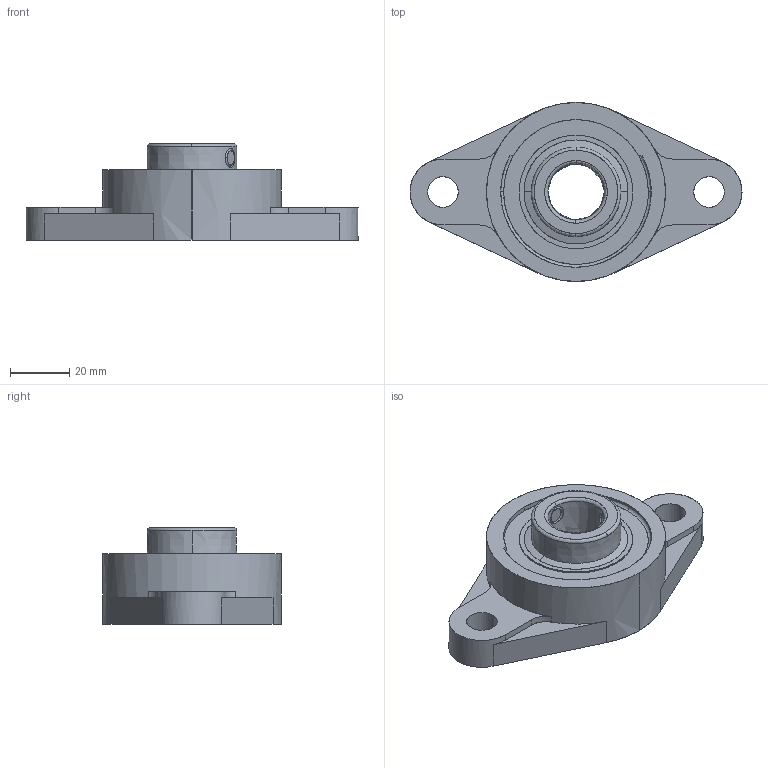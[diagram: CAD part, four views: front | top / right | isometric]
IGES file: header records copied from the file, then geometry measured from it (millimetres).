
Start section: SolidWorks IGES file using analytic representation for surfaces
Global section: file name: SFDEFAU022616264979.igs; native system: SolidWorks 2011; preprocessor: SolidWorks 2011; author: partstream; date: 110226.160203; units: inch
Bounding box: 111.92 x 60.33 x 32.54 mm (x, y, z)
Surface area: 18358.4 mm2 (no closed solid volume)
Topology: 0 solids, 0 shells, 89 faces, 1950 edges, 1950 vertices
Faces by surface type: revolution 48, bspline 41
